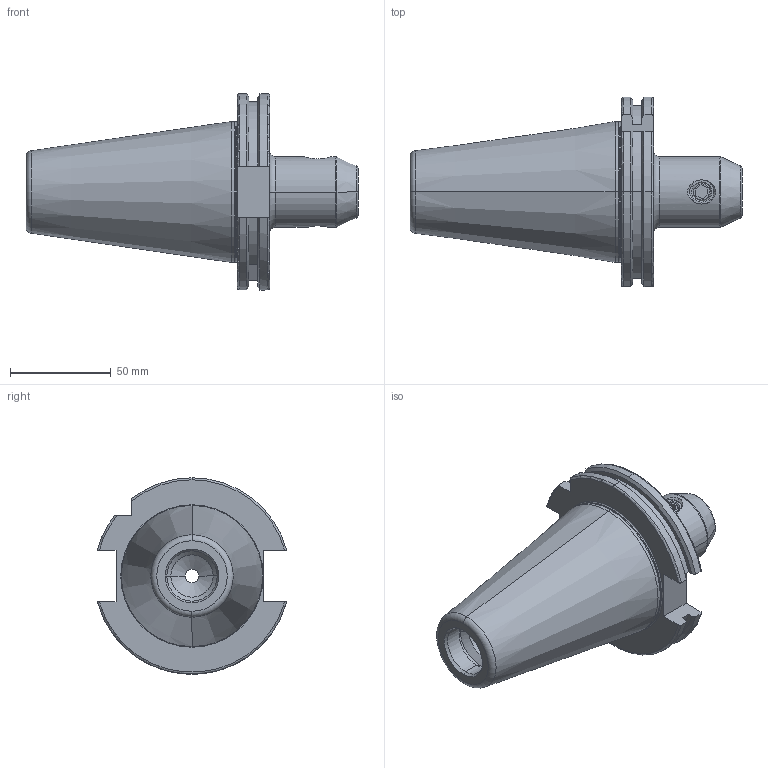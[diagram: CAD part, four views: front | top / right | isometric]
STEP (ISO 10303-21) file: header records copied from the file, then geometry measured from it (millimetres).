
FILE_DESCRIPTION (( 'STEP AP203' ), '1' );
FILE_NAME ('91506-WE110063.STEP', '2022-01-17T09:31:20', ( '' ), ( '' ), 'SwSTEP 2.0', 'SolidWorks 2018', '' );
FILE_SCHEMA (( 'CONFIG_CONTROL_DESIGN' ));
Length unit declared in the file: millimetre
Products named in the file (6): GS-M10X12-DIN1835-B; SK50EM10063WW; 91506-WE110063
Assembly tree (3 placements, depth 3):
  GS-M10X12-DIN1835-B
  91506-WE110063
    SK50EM10063WW
      SK50EM10063WW
      GS-M10X12-DIN1835-B
  SK50EM10063WW
Bounding box: 164.75 x 94.05 x 97.5 mm (x, y, z)
Volume: 372919.5 mm3; surface area: 48211.7 mm2
Topology: 2 solids, 2 shells, 125 faces, 297 edges, 185 vertices
Faces by surface type: cylinder 39, plane 33, cone 29, torus 22, sphere 2
Entity records: 4525 total; most frequent: CARTESIAN_POINT 1008, DIRECTION 671, ORIENTED_EDGE 594, EDGE_CURVE 297, AXIS2_PLACEMENT_3D 274, VERTEX_POINT 185, CIRCLE 141, EDGE_LOOP 138
